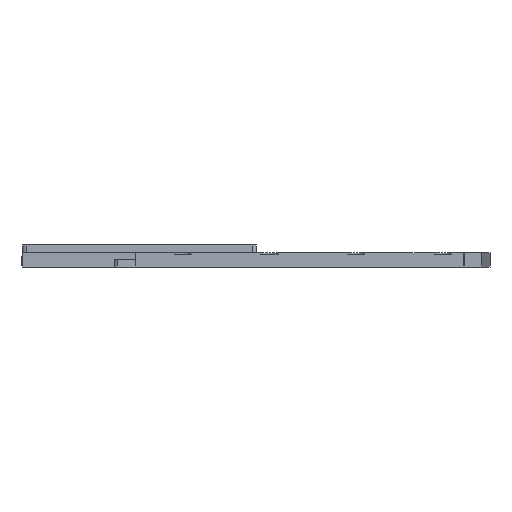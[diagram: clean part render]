
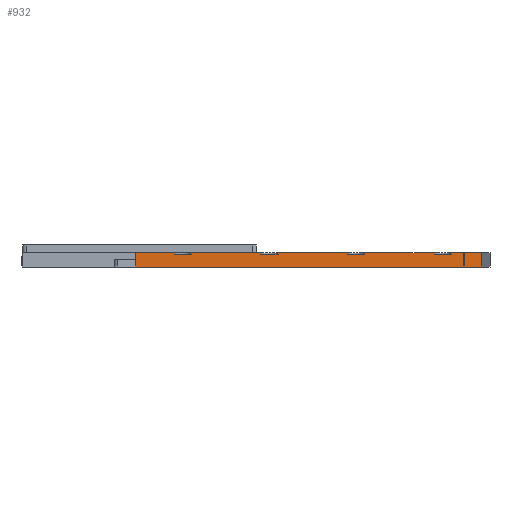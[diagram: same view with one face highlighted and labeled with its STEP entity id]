
A CAD part, front view. The second image highlights one B-rep face of the part: STEP entity #932.
In plain terms, the highlighted planar face has unit normal (0, -1, 0).
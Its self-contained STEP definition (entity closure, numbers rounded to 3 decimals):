
#932 = ADVANCED_FACE( '', ( #1223 ), #1224, .T. );
#1223 = FACE_OUTER_BOUND( '', #1787, .T. );
#1224 = PLANE( '', #1788 );
#1787 = EDGE_LOOP( '', ( #2467, #2468, #2469, #2470, #2471, #2472, #2473, #2474, #2475, #2476, #2477, #2478, #2479, #2480, #2481, #2482, #2483, #2484, #2485, #2486 ) );
#1788 = AXIS2_PLACEMENT_3D( '', #2487, #2488, #2489 );
#2467 = ORIENTED_EDGE( '', *, *, #4851, .F. );
#2468 = ORIENTED_EDGE( '', *, *, #4777, .T. );
#2469 = ORIENTED_EDGE( '', *, *, #4852, .F. );
#2470 = ORIENTED_EDGE( '', *, *, #4853, .T. );
#2471 = ORIENTED_EDGE( '', *, *, #4854, .F. );
#2472 = ORIENTED_EDGE( '', *, *, #4809, .T. );
#2473 = ORIENTED_EDGE( '', *, *, #4855, .F. );
#2474 = ORIENTED_EDGE( '', *, *, #4856, .T. );
#2475 = ORIENTED_EDGE( '', *, *, #4857, .F. );
#2476 = ORIENTED_EDGE( '', *, *, #4805, .T. );
#2477 = ORIENTED_EDGE( '', *, *, #4858, .F. );
#2478 = ORIENTED_EDGE( '', *, *, #4849, .T. );
#2479 = ORIENTED_EDGE( '', *, *, #4859, .F. );
#2480 = ORIENTED_EDGE( '', *, *, #4801, .T. );
#2481 = ORIENTED_EDGE( '', *, *, #4819, .T. );
#2482 = ORIENTED_EDGE( '', *, *, #4836, .F. );
#2483 = ORIENTED_EDGE( '', *, *, #4860, .F. );
#2484 = ORIENTED_EDGE( '', *, *, #4781, .T. );
#2485 = ORIENTED_EDGE( '', *, *, #4821, .F. );
#2486 = ORIENTED_EDGE( '', *, *, #4861, .T. );
#2487 = CARTESIAN_POINT( '', ( 189.655, -65., 8. ) );
#2488 = DIRECTION( '', ( 0., -1., 0. ) );
#2489 = DIRECTION( '', ( 1., 0., 0. ) );
#4777 = EDGE_CURVE( '', #5464, #5465, #5466, .T. );
#4781 = EDGE_CURVE( '', #5473, #5471, #5474, .T. );
#4801 = EDGE_CURVE( '', #5513, #5511, #5514, .T. );
#4805 = EDGE_CURVE( '', #5521, #5519, #5522, .T. );
#4809 = EDGE_CURVE( '', #5529, #5527, #5530, .T. );
#4819 = EDGE_CURVE( '', #5511, #5546, #5549, .T. );
#4821 = EDGE_CURVE( '', #5551, #5471, #5552, .T. );
#4836 = EDGE_CURVE( '', #5577, #5546, #5579, .T. );
#4849 = EDGE_CURVE( '', #5601, #5599, #5602, .T. );
#4851 = EDGE_CURVE( '', #5464, #5604, #5605, .T. );
#4852 = EDGE_CURVE( '', #5606, #5465, #5607, .T. );
#4853 = EDGE_CURVE( '', #5606, #5608, #5609, .T. );
#4854 = EDGE_CURVE( '', #5529, #5608, #5610, .T. );
#4855 = EDGE_CURVE( '', #5611, #5527, #5612, .T. );
#4856 = EDGE_CURVE( '', #5611, #5613, #5614, .T. );
#4857 = EDGE_CURVE( '', #5521, #5613, #5615, .T. );
#4858 = EDGE_CURVE( '', #5601, #5519, #5616, .T. );
#4859 = EDGE_CURVE( '', #5513, #5599, #5617, .T. );
#4860 = EDGE_CURVE( '', #5473, #5577, #5618, .T. );
#4861 = EDGE_CURVE( '', #5551, #5604, #5619, .T. );
#5464 = VERTEX_POINT( '', #6615 );
#5465 = VERTEX_POINT( '', #6616 );
#5466 = LINE( '', #6617, #6618 );
#5471 = VERTEX_POINT( '', #6624 );
#5473 = VERTEX_POINT( '', #6627 );
#5474 = LINE( '', #6628, #6629 );
#5511 = VERTEX_POINT( '', #6680 );
#5513 = VERTEX_POINT( '', #6683 );
#5514 = LINE( '', #6684, #6685 );
#5519 = VERTEX_POINT( '', #6691 );
#5521 = VERTEX_POINT( '', #6694 );
#5522 = LINE( '', #6695, #6696 );
#5527 = VERTEX_POINT( '', #6702 );
#5529 = VERTEX_POINT( '', #6705 );
#5530 = LINE( '', #6706, #6707 );
#5546 = VERTEX_POINT( '', #6727 );
#5549 = LINE( '', #6731, #6732 );
#5551 = VERTEX_POINT( '', #6735 );
#5552 = LINE( '', #6736, #6737 );
#5577 = VERTEX_POINT( '', #6766 );
#5579 = LINE( '', #6769, #6770 );
#5599 = VERTEX_POINT( '', #6796 );
#5601 = VERTEX_POINT( '', #6799 );
#5602 = LINE( '', #6800, #6801 );
#5604 = VERTEX_POINT( '', #6804 );
#5605 = LINE( '', #6805, #6806 );
#5606 = VERTEX_POINT( '', #6807 );
#5607 = LINE( '', #6808, #6809 );
#5608 = VERTEX_POINT( '', #6810 );
#5609 = LINE( '', #6811, #6812 );
#5610 = LINE( '', #6813, #6814 );
#5611 = VERTEX_POINT( '', #6815 );
#5612 = LINE( '', #6816, #6817 );
#5613 = VERTEX_POINT( '', #6818 );
#5614 = LINE( '', #6819, #6820 );
#5615 = LINE( '', #6821, #6822 );
#5616 = LINE( '', #6823, #6824 );
#5617 = LINE( '', #6825, #6826 );
#5618 = LINE( '', #6827, #6828 );
#5619 = LINE( '', #6829, #6830 );
#6615 = CARTESIAN_POINT( '', ( 163.25, -65., 8. ) );
#6616 = CARTESIAN_POINT( '', ( 124.75, -65., 8. ) );
#6617 = CARTESIAN_POINT( '', ( 189.655, -65., 8. ) );
#6618 = VECTOR( '', #9029, 1000. );
#6624 = CARTESIAN_POINT( '', ( 172.75, -65., 8. ) );
#6627 = CARTESIAN_POINT( '', ( 189.655, -65., 8. ) );
#6628 = CARTESIAN_POINT( '', ( 189.655, -65., 8. ) );
#6629 = VECTOR( '', #9035, 1000. );
#6680 = CARTESIAN_POINT( '', ( -2.195, -65., 8. ) );
#6683 = CARTESIAN_POINT( '', ( 19.25, -65., 8. ) );
#6684 = CARTESIAN_POINT( '', ( 189.655, -65., 8. ) );
#6685 = VECTOR( '', #9063, 1000. );
#6691 = CARTESIAN_POINT( '', ( 28.75, -65., 8. ) );
#6694 = CARTESIAN_POINT( '', ( 67.25, -65., 8. ) );
#6695 = CARTESIAN_POINT( '', ( 189.655, -65., 8. ) );
#6696 = VECTOR( '', #9069, 1000. );
#6702 = CARTESIAN_POINT( '', ( 76.75, -65., 8. ) );
#6705 = CARTESIAN_POINT( '', ( 115.25, -65., 8. ) );
#6706 = CARTESIAN_POINT( '', ( 189.655, -65., 8. ) );
#6707 = VECTOR( '', #9075, 1000. );
#6727 = CARTESIAN_POINT( '', ( -2.195, -65., 0. ) );
#6731 = CARTESIAN_POINT( '', ( -2.195, -65., 8. ) );
#6732 = VECTOR( '', #9093, 1000. );
#6735 = CARTESIAN_POINT( '', ( 172.75, -65., 7. ) );
#6736 = CARTESIAN_POINT( '', ( 172.75, -65., 8. ) );
#6737 = VECTOR( '', #9095, 1000. );
#6766 = CARTESIAN_POINT( '', ( 189.655, -65., 0. ) );
#6769 = CARTESIAN_POINT( '', ( 189.655, -65., 0. ) );
#6770 = VECTOR( '', #9128, 1000. );
#6796 = CARTESIAN_POINT( '', ( 19.25, -65., 7. ) );
#6799 = CARTESIAN_POINT( '', ( 28.75, -65., 7. ) );
#6800 = CARTESIAN_POINT( '', ( 189.655, -65., 7. ) );
#6801 = VECTOR( '', #9151, 1000. );
#6804 = CARTESIAN_POINT( '', ( 163.25, -65., 7. ) );
#6805 = CARTESIAN_POINT( '', ( 163.25, -65., 8. ) );
#6806 = VECTOR( '', #9153, 1000. );
#6807 = CARTESIAN_POINT( '', ( 124.75, -65., 7. ) );
#6808 = CARTESIAN_POINT( '', ( 124.75, -65., 8. ) );
#6809 = VECTOR( '', #9154, 1000. );
#6810 = CARTESIAN_POINT( '', ( 115.25, -65., 7. ) );
#6811 = CARTESIAN_POINT( '', ( 189.655, -65., 7. ) );
#6812 = VECTOR( '', #9155, 1000. );
#6813 = CARTESIAN_POINT( '', ( 115.25, -65., 8. ) );
#6814 = VECTOR( '', #9156, 1000. );
#6815 = CARTESIAN_POINT( '', ( 76.75, -65., 7. ) );
#6816 = CARTESIAN_POINT( '', ( 76.75, -65., 8. ) );
#6817 = VECTOR( '', #9157, 1000. );
#6818 = CARTESIAN_POINT( '', ( 67.25, -65., 7. ) );
#6819 = CARTESIAN_POINT( '', ( 189.655, -65., 7. ) );
#6820 = VECTOR( '', #9158, 1000. );
#6821 = CARTESIAN_POINT( '', ( 67.25, -65., 8. ) );
#6822 = VECTOR( '', #9159, 1000. );
#6823 = CARTESIAN_POINT( '', ( 28.75, -65., 8. ) );
#6824 = VECTOR( '', #9160, 1000. );
#6825 = CARTESIAN_POINT( '', ( 19.25, -65., 8. ) );
#6826 = VECTOR( '', #9161, 1000. );
#6827 = CARTESIAN_POINT( '', ( 189.655, -65., 8. ) );
#6828 = VECTOR( '', #9162, 1000. );
#6829 = CARTESIAN_POINT( '', ( 189.655, -65., 7. ) );
#6830 = VECTOR( '', #9163, 1000. );
#9029 = DIRECTION( '', ( -1., 0., 0. ) );
#9035 = DIRECTION( '', ( -1., 0., 0. ) );
#9063 = DIRECTION( '', ( -1., 0., 0. ) );
#9069 = DIRECTION( '', ( -1., 0., 0. ) );
#9075 = DIRECTION( '', ( -1., 0., 0. ) );
#9093 = DIRECTION( '', ( 0., 0., -1. ) );
#9095 = DIRECTION( '', ( 0., 0., 1. ) );
#9128 = DIRECTION( '', ( -1., 0., 0. ) );
#9151 = DIRECTION( '', ( -1., 0., 0. ) );
#9153 = DIRECTION( '', ( 0., 0., -1. ) );
#9154 = DIRECTION( '', ( 0., 0., 1. ) );
#9155 = DIRECTION( '', ( -1., 0., 0. ) );
#9156 = DIRECTION( '', ( 0., 0., -1. ) );
#9157 = DIRECTION( '', ( 0., 0., 1. ) );
#9158 = DIRECTION( '', ( -1., 0., 0. ) );
#9159 = DIRECTION( '', ( 0., 0., -1. ) );
#9160 = DIRECTION( '', ( 0., 0., 1. ) );
#9161 = DIRECTION( '', ( 0., 0., -1. ) );
#9162 = DIRECTION( '', ( 0., 0., -1. ) );
#9163 = DIRECTION( '', ( -1., 0., 0. ) );
